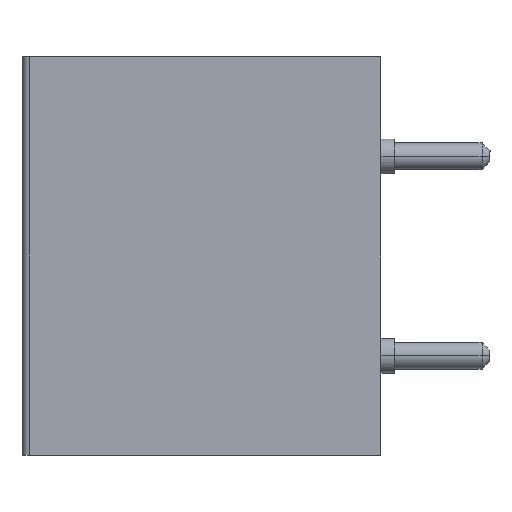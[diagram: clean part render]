
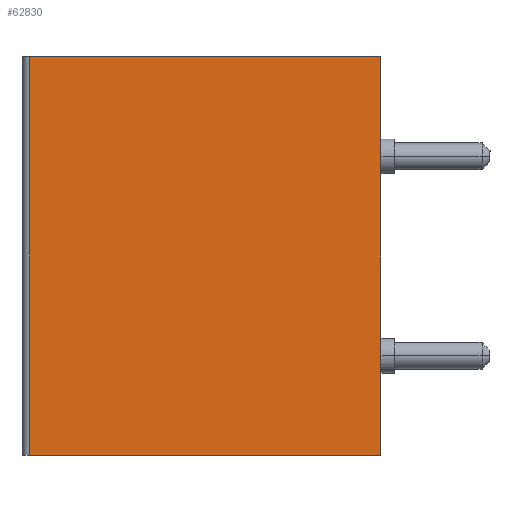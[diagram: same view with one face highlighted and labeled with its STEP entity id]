
A CAD part, left-side view. The second image highlights one B-rep face of the part: STEP entity #62830.
In plain terms, the highlighted planar face has unit normal (-1, 0, 0).
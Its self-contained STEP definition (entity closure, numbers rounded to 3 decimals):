
#11800=CARTESIAN_POINT('',(46.199,42.803,
18.648));
#11810=VERTEX_POINT('',#11800);
#11840=CARTESIAN_POINT('',(46.199,42.803,
9.746));
#11850=DIRECTION('',(0.,0.,-1.));
#11860=VECTOR('',#11850,1.);
#11870=LINE('',#11840,#11860);
#11880=CARTESIAN_POINT('',(46.199,42.803,
5.448));
#11890=VERTEX_POINT('',#11880);
#11900=EDGE_CURVE('',#11810,#11890,#11870,.T.);
#13310=CARTESIAN_POINT('',(46.199,27.803,
5.448));
#13320=VERTEX_POINT('',#13310);
#13440=CARTESIAN_POINT('',(46.199,38.403,
5.448));
#13450=DIRECTION('',(0.,-1.,0.));
#13460=VECTOR('',#13450,1.);
#13470=LINE('',#13440,#13460);
#13480=EDGE_CURVE('',#11890,#13320,#13470,.T.);
#15700=CARTESIAN_POINT('',(46.199,27.803,
9.746));
#15710=DIRECTION('',(0.,0.,-1.));
#15720=VECTOR('',#15710,1.);
#15730=LINE('',#15700,#15720);
#15740=CARTESIAN_POINT('',(46.199,27.803,
18.648));
#15750=VERTEX_POINT('',#15740);
#15760=EDGE_CURVE('',#15750,#13320,#15730,.T.);
#50510=CARTESIAN_POINT('',(46.199,38.403,
18.648));
#50520=DIRECTION('',(0.,-1.,0.));
#50530=VECTOR('',#50520,1.);
#50540=LINE('',#50510,#50530);
#50550=EDGE_CURVE('',#11810,#15750,#50540,.T.);
#62720=CARTESIAN_POINT('',(46.199,34.503,
5.848));
#62730=DIRECTION('',(-1.,0.,0.));
#62740=DIRECTION('',(0.,-1.,0.));
#62750=AXIS2_PLACEMENT_3D('',#62720,#62730,#62740);
#62760=PLANE('',#62750);
#62770=ORIENTED_EDGE('',*,*,#11900,.T.);
#62780=ORIENTED_EDGE('',*,*,#50550,.F.);
#62790=ORIENTED_EDGE('',*,*,#15760,.F.);
#62800=ORIENTED_EDGE('',*,*,#13480,.T.);
#62810=EDGE_LOOP('',(#62800,#62790,#62780,#62770));
#62820=FACE_OUTER_BOUND('',#62810,.T.);
#62830=ADVANCED_FACE('',(#62820),#62760,.T.);
